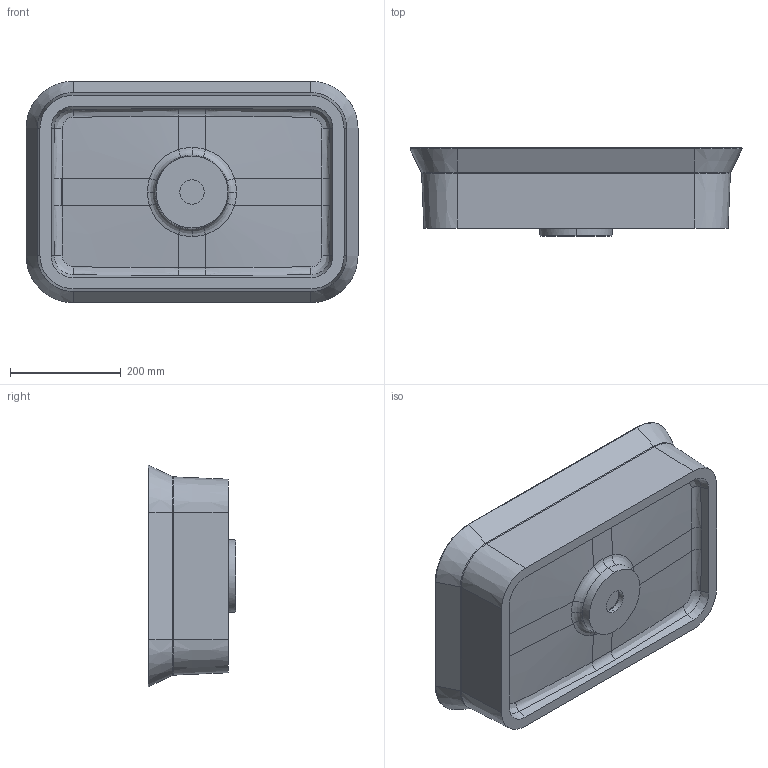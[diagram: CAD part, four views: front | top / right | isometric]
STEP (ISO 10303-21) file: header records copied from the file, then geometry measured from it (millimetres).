
FILE_DESCRIPTION (( 'STEP AP203' ), '1' );
FILE_NAME ('MARMY MORGAN C 600.STEP', '2021-04-26T16:41:30', ( '' ), ( '' ), 'SwSTEP 2.0', 'SolidWorks 2019', '' );
FILE_SCHEMA (( 'CONFIG_CONTROL_DESIGN' ));
Length unit declared in the file: millimetre
Products named in the file (1): MARMY MORGAN C 600
Bounding box: 600.48 x 159 x 400.48 mm (x, y, z)
Volume: 6331423.2 mm3; surface area: 873035.5 mm2
Topology: 2 solids, 2 shells, 393 faces, 969 edges, 565 vertices
Faces by surface type: bspline 274, plane 46, cone 35, cylinder 25, torus 13
Entity records: 24485 total; most frequent: CARTESIAN_POINT 17197, ORIENTED_EDGE 1906, DIRECTION 974, EDGE_CURVE 953, VERTEX_POINT 565, B_SPLINE_CURVE_WITH_KNOTS 517, AXIS2_PLACEMENT_3D 428, EDGE_LOOP 396
